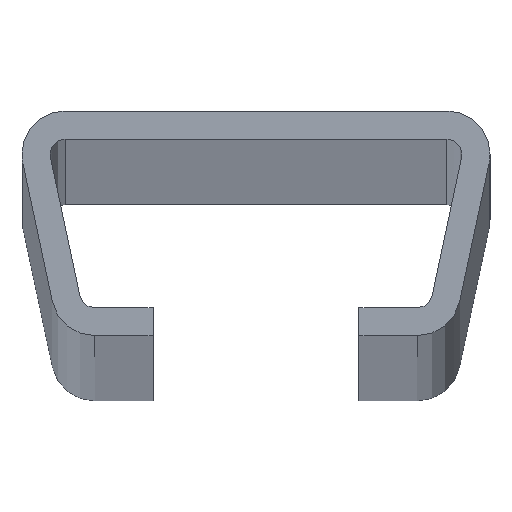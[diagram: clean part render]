
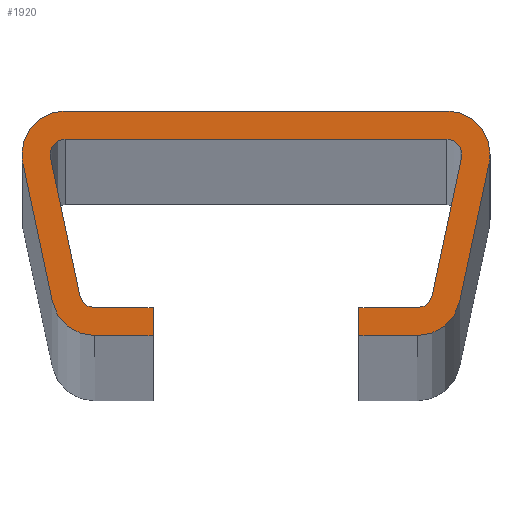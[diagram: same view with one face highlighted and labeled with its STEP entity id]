
A CAD part, top view. The second image highlights one B-rep face of the part: STEP entity #1920.
In plain terms, the highlighted planar face has unit normal (0, 0, 1).
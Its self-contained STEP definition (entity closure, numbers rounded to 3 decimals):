
#10=CARTESIAN_POINT('',(0.,0.,0.));
#20=DIRECTION('',(0.,0.,1.));
#30=DIRECTION('',(1.,0.,0.));
#40=AXIS2_PLACEMENT_3D('',#10,#20,#30);
#50=PLANE('',#40);
#60=CARTESIAN_POINT('',(10.2,9.7,0.));
#70=DIRECTION('',(0.,0.,1.));
#80=DIRECTION('',(1.,0.,0.));
#90=AXIS2_PLACEMENT_3D('',#60,#70,#80);
#100=CIRCLE('',#90,2.3);
#110=CARTESIAN_POINT('',(12.5,9.7,0.));
#120=VERTEX_POINT('',#110);
#130=CARTESIAN_POINT('',(10.2,12.,0.));
#140=VERTEX_POINT('',#130);
#150=EDGE_CURVE('',#120,#140,#100,.T.);
#160=ORIENTED_EDGE('',*,*,#150,.T.);
#170=CARTESIAN_POINT('',(12.45,9.222,-0.));
#180=VERTEX_POINT('',#170);
#190=EDGE_CURVE('',#180,#120,#100,.T.);
#200=ORIENTED_EDGE('',*,*,#190,.T.);
#210=CARTESIAN_POINT('',(12.45,9.222,0.));
#220=DIRECTION('',(0.208,0.978,0.));
#230=VECTOR('',#220,1.);
#240=LINE('',#210,#230);
#250=CARTESIAN_POINT('',(10.877,1.822,0.));
#260=VERTEX_POINT('',#250);
#270=EDGE_CURVE('',#260,#180,#240,.T.);
#280=ORIENTED_EDGE('',*,*,#270,.T.);
#290=CARTESIAN_POINT('',(8.627,2.3,0.));
#300=DIRECTION('',(0.,0.,1.));
#310=DIRECTION('',(1.,0.,0.));
#320=AXIS2_PLACEMENT_3D('',#290,#300,#310);
#330=CIRCLE('',#320,2.3);
#340=CARTESIAN_POINT('',(8.627,0.,0.));
#350=VERTEX_POINT('',#340);
#360=EDGE_CURVE('',#350,#260,#330,.T.);
#370=ORIENTED_EDGE('',*,*,#360,.T.);
#380=CARTESIAN_POINT('',(0.,0.,0.));
#390=DIRECTION('',(1.,0.,0.));
#400=VECTOR('',#390,1.);
#410=LINE('',#380,#400);
#420=CARTESIAN_POINT('',(5.5,-0.,-0.));
#430=VERTEX_POINT('',#420);
#440=EDGE_CURVE('',#430,#350,#410,.T.);
#450=ORIENTED_EDGE('',*,*,#440,.T.);
#460=CARTESIAN_POINT('',(5.5,0.,0.));
#470=DIRECTION('',(0.,1.,0.));
#480=VECTOR('',#470,1.);
#490=LINE('',#460,#480);
#500=CARTESIAN_POINT('',(5.5,1.5,0.));
#510=VERTEX_POINT('',#500);
#520=EDGE_CURVE('',#430,#510,#490,.T.);
#530=ORIENTED_EDGE('',*,*,#520,.F.);
#540=CARTESIAN_POINT('',(0.,1.5,0.));
#550=DIRECTION('',(1.,0.,0.));
#560=VECTOR('',#550,1.);
#570=LINE('',#540,#560);
#580=CARTESIAN_POINT('',(8.627,1.5,0.));
#590=VERTEX_POINT('',#580);
#600=EDGE_CURVE('',#510,#590,#570,.T.);
#610=ORIENTED_EDGE('',*,*,#600,.F.);
#620=CARTESIAN_POINT('',(8.627,2.3,0.));
#630=DIRECTION('',(0.,0.,1.));
#640=DIRECTION('',(1.,0.,0.));
#650=AXIS2_PLACEMENT_3D('',#620,#630,#640);
#660=CIRCLE('',#650,0.8);
#670=CARTESIAN_POINT('',(9.41,2.134,0.));
#680=VERTEX_POINT('',#670);
#690=EDGE_CURVE('',#590,#680,#660,.T.);
#700=ORIENTED_EDGE('',*,*,#690,.F.);
#710=CARTESIAN_POINT('',(10.983,9.534,0.));
#720=DIRECTION('',(0.208,0.978,0.));
#730=VECTOR('',#720,1.);
#740=LINE('',#710,#730);
#750=CARTESIAN_POINT('',(10.983,9.534,0.));
#760=VERTEX_POINT('',#750);
#770=EDGE_CURVE('',#680,#760,#740,.T.);
#780=ORIENTED_EDGE('',*,*,#770,.F.);
#790=CARTESIAN_POINT('',(10.2,9.7,0.));
#800=DIRECTION('',(0.,0.,1.));
#810=DIRECTION('',(1.,0.,0.));
#820=AXIS2_PLACEMENT_3D('',#790,#800,#810);
#830=CIRCLE('',#820,0.8);
#840=CARTESIAN_POINT('',(11.,9.7,0.));
#850=VERTEX_POINT('',#840);
#860=EDGE_CURVE('',#760,#850,#830,.T.);
#870=ORIENTED_EDGE('',*,*,#860,.F.);
#880=CARTESIAN_POINT('',(10.2,10.5,0.));
#890=VERTEX_POINT('',#880);
#900=EDGE_CURVE('',#850,#890,#830,.T.);
#910=ORIENTED_EDGE('',*,*,#900,.F.);
#920=CARTESIAN_POINT('',(0.,10.5,0.));
#930=DIRECTION('',(1.,0.,0.));
#940=VECTOR('',#930,1.);
#950=LINE('',#920,#940);
#960=CARTESIAN_POINT('',(-10.2,10.5,0.));
#970=VERTEX_POINT('',#960);
#980=EDGE_CURVE('',#970,#890,#950,.T.);
#990=ORIENTED_EDGE('',*,*,#980,.T.);
#1000=CARTESIAN_POINT('',(-10.2,9.7,0.));
#1010=DIRECTION('',(0.,0.,-1.));
#1020=DIRECTION('',(-1.,0.,0.));
#1030=AXIS2_PLACEMENT_3D('',#1000,#1010,#1020);
#1040=CIRCLE('',#1030,0.8);
#1050=CARTESIAN_POINT('',(-11.,9.7,0.));
#1060=VERTEX_POINT('',#1050);
#1070=EDGE_CURVE('',#1060,#970,#1040,.T.);
#1080=ORIENTED_EDGE('',*,*,#1070,.T.);
#1090=CARTESIAN_POINT('',(-10.983,9.534,0.));
#1100=VERTEX_POINT('',#1090);
#1110=EDGE_CURVE('',#1100,#1060,#1040,.T.);
#1120=ORIENTED_EDGE('',*,*,#1110,.T.);
#1130=CARTESIAN_POINT('',(-10.983,9.534,0.));
#1140=DIRECTION('',(-0.208,0.978,0.));
#1150=VECTOR('',#1140,1.);
#1160=LINE('',#1130,#1150);
#1170=CARTESIAN_POINT('',(-9.41,2.134,0.));
#1180=VERTEX_POINT('',#1170);
#1190=EDGE_CURVE('',#1180,#1100,#1160,.T.);
#1200=ORIENTED_EDGE('',*,*,#1190,.T.);
#1210=CARTESIAN_POINT('',(-8.627,2.3,0.));
#1220=DIRECTION('',(0.,0.,-1.));
#1230=DIRECTION('',(-1.,0.,0.));
#1240=AXIS2_PLACEMENT_3D('',#1210,#1220,#1230);
#1250=CIRCLE('',#1240,0.8);
#1260=CARTESIAN_POINT('',(-8.627,1.5,0.));
#1270=VERTEX_POINT('',#1260);
#1280=EDGE_CURVE('',#1270,#1180,#1250,.T.);
#1290=ORIENTED_EDGE('',*,*,#1280,.T.);
#1300=CARTESIAN_POINT('',(0.,1.5,0.));
#1310=DIRECTION('',(-1.,0.,0.));
#1320=VECTOR('',#1310,1.);
#1330=LINE('',#1300,#1320);
#1340=CARTESIAN_POINT('',(-5.5,1.5,0.));
#1350=VERTEX_POINT('',#1340);
#1360=EDGE_CURVE('',#1350,#1270,#1330,.T.);
#1370=ORIENTED_EDGE('',*,*,#1360,.T.);
#1380=CARTESIAN_POINT('',(-5.5,0.,0.));
#1390=DIRECTION('',(0.,1.,0.));
#1400=VECTOR('',#1390,1.);
#1410=LINE('',#1380,#1400);
#1420=CARTESIAN_POINT('',(-5.5,0.,0.));
#1430=VERTEX_POINT('',#1420);
#1440=EDGE_CURVE('',#1430,#1350,#1410,.T.);
#1450=ORIENTED_EDGE('',*,*,#1440,.T.);
#1460=CARTESIAN_POINT('',(0.,0.,0.));
#1470=DIRECTION('',(-1.,0.,0.));
#1480=VECTOR('',#1470,1.);
#1490=LINE('',#1460,#1480);
#1500=CARTESIAN_POINT('',(-8.627,0.,0.));
#1510=VERTEX_POINT('',#1500);
#1520=EDGE_CURVE('',#1430,#1510,#1490,.T.);
#1530=ORIENTED_EDGE('',*,*,#1520,.F.);
#1540=CARTESIAN_POINT('',(-8.627,2.3,0.));
#1550=DIRECTION('',(0.,0.,-1.));
#1560=DIRECTION('',(-1.,0.,0.));
#1570=AXIS2_PLACEMENT_3D('',#1540,#1550,#1560);
#1580=CIRCLE('',#1570,2.3);
#1590=CARTESIAN_POINT('',(-10.877,1.822,0.));
#1600=VERTEX_POINT('',#1590);
#1610=EDGE_CURVE('',#1510,#1600,#1580,.T.);
#1620=ORIENTED_EDGE('',*,*,#1610,.F.);
#1630=CARTESIAN_POINT('',(-12.45,9.222,0.));
#1640=DIRECTION('',(-0.208,0.978,0.));
#1650=VECTOR('',#1640,1.);
#1660=LINE('',#1630,#1650);
#1670=CARTESIAN_POINT('',(-12.45,9.222,0.));
#1680=VERTEX_POINT('',#1670);
#1690=EDGE_CURVE('',#1600,#1680,#1660,.T.);
#1700=ORIENTED_EDGE('',*,*,#1690,.F.);
#1710=CARTESIAN_POINT('',(-10.2,9.7,0.));
#1720=DIRECTION('',(0.,0.,-1.));
#1730=DIRECTION('',(-1.,0.,0.));
#1740=AXIS2_PLACEMENT_3D('',#1710,#1720,#1730);
#1750=CIRCLE('',#1740,2.3);
#1760=CARTESIAN_POINT('',(-12.5,9.7,0.));
#1770=VERTEX_POINT('',#1760);
#1780=EDGE_CURVE('',#1680,#1770,#1750,.T.);
#1790=ORIENTED_EDGE('',*,*,#1780,.F.);
#1800=CARTESIAN_POINT('',(-10.2,12.,0.));
#1810=VERTEX_POINT('',#1800);
#1820=EDGE_CURVE('',#1770,#1810,#1750,.T.);
#1830=ORIENTED_EDGE('',*,*,#1820,.F.);
#1840=CARTESIAN_POINT('',(0.,12.,0.));
#1850=DIRECTION('',(1.,0.,0.));
#1860=VECTOR('',#1850,1.);
#1870=LINE('',#1840,#1860);
#1880=EDGE_CURVE('',#1810,#140,#1870,.T.);
#1890=ORIENTED_EDGE('',*,*,#1880,.F.);
#1900=EDGE_LOOP('',(#1890,#1830,#1790,#1700,#1620,#1530,#1450,#1370,
#1290,#1200,#1120,#1080,#990,#910,#870,#780,#700,#610,#530,#450,#370,
#280,#200,#160));
#1910=FACE_OUTER_BOUND('',#1900,.T.);
#1920=ADVANCED_FACE('',(#1910),#50,.T.);
